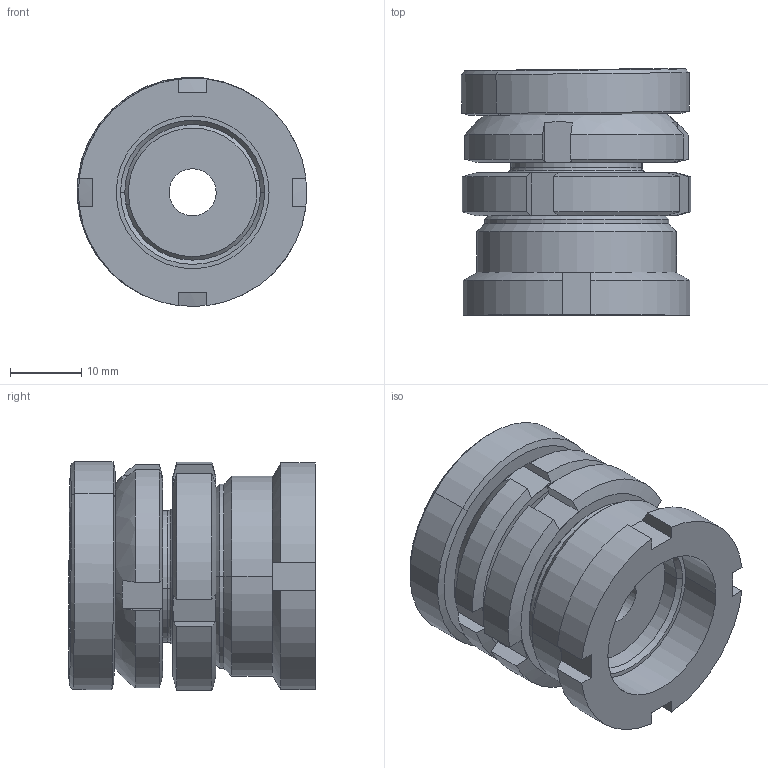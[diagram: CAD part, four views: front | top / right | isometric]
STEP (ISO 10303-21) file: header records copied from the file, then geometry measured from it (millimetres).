
FILE_DESCRIPTION (( 'STEP AP214' ), '1' );
FILE_NAME ('KAEK 20-6.6 0-0.STEP', '2015-08-18T15:33:46', ( '' ), ( '' ), 'SwSTEP 2.0', 'SolidWorks 2015', '' );
FILE_SCHEMA (( 'AUTOMOTIVE_DESIGN' ));
Length unit declared in the file: millimetre
Products named in the file (5): KAS 20 2-0 A1; KM 20-0 A1; NAE 20 2-0 A1; KAE 20-6.6 1-0 A1; KAEK 20-6.6 0-0
Assembly tree (4 placements, depth 2):
  KAEK 20-6.6 0-0
    NAE 20 2-0 A1
    KAS 20 2-0 A1
    KAE 20-6.6 1-0 A1
    KM 20-0 A1
Bounding box: 32.15 x 34.53 x 32.07 mm (x, y, z)
Volume: 19625.7 mm3; surface area: 10663.9 mm2
Topology: 4 solids, 4 shells, 140 faces, 326 edges, 200 vertices
Faces by surface type: plane 50, cylinder 42, cone 38, torus 6, sphere 4
Entity records: 4424 total; most frequent: CARTESIAN_POINT 961, DIRECTION 706, ORIENTED_EDGE 652, EDGE_CURVE 326, AXIS2_PLACEMENT_3D 297, VERTEX_POINT 200, EDGE_LOOP 154, CIRCLE 150
